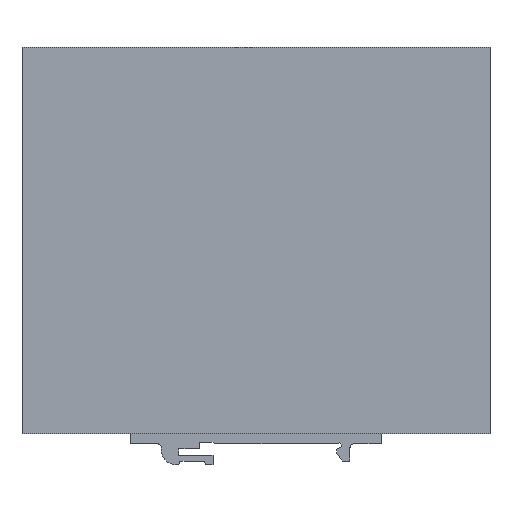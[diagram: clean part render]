
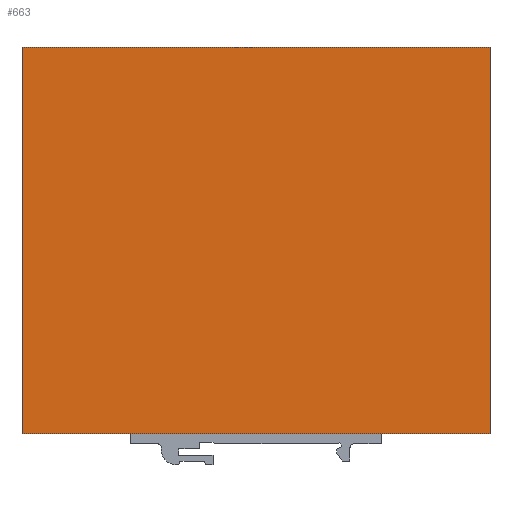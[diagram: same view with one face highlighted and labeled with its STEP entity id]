
A CAD part, left-side view. The second image highlights one B-rep face of the part: STEP entity #663.
In plain terms, the highlighted planar face has unit normal (-1, 0, 0).
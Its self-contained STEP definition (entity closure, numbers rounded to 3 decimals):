
#31 = DIRECTION ( 'NONE',  ( 0., 1., 0. ) ) ;
#85 = VECTOR ( 'NONE', #1168, 1000. ) ;
#90 = EDGE_CURVE ( 'NONE', #846, #1057, #577, .T. ) ;
#123 = DIRECTION ( 'NONE',  ( 0., 0., 1. ) ) ;
#159 = DIRECTION ( 'NONE',  ( 0., 0., -1. ) ) ;
#171 = ORIENTED_EDGE ( 'NONE', *, *, #402, .F. ) ;
#174 = ORIENTED_EDGE ( 'NONE', *, *, #676, .F. ) ;
#179 = CARTESIAN_POINT ( 'NONE',  ( -25., -61.5, 50.795 ) ) ;
#195 = CARTESIAN_POINT ( 'NONE',  ( -25., -61.5, 50.795 ) ) ;
#204 = LINE ( 'NONE', #421, #1024 ) ;
#310 = DIRECTION ( 'NONE',  ( 0., 0., 1. ) ) ;
#318 = VECTOR ( 'NONE', #159, 1000. ) ;
#336 = VERTEX_POINT ( 'NONE', #958 ) ;
#402 = EDGE_CURVE ( 'NONE', #1057, #550, #755, .T. ) ;
#421 = CARTESIAN_POINT ( 'NONE',  ( -25., -61.5, -50.795 ) ) ;
#488 = LINE ( 'NONE', #1107, #594 ) ;
#515 = ORIENTED_EDGE ( 'NONE', *, *, #90, .F. ) ;
#550 = VERTEX_POINT ( 'NONE', #910 ) ;
#577 = LINE ( 'NONE', #195, #85 ) ;
#594 = VECTOR ( 'NONE', #123, 1000. ) ;
#635 = AXIS2_PLACEMENT_3D ( 'NONE', #667, #665, #310 ) ;
#663 = ADVANCED_FACE ( 'NONE', ( #1169 ), #1087, .T. ) ;
#665 = DIRECTION ( 'NONE',  ( -1., 0., 0. ) ) ;
#667 = CARTESIAN_POINT ( 'NONE',  ( -25., 0., 0. ) ) ;
#676 = EDGE_CURVE ( 'NONE', #336, #846, #488, .T. ) ;
#681 = EDGE_LOOP ( 'NONE', ( #985, #171, #515, #174 ) ) ;
#693 = CARTESIAN_POINT ( 'NONE',  ( -25., -61.5, 50.795 ) ) ;
#755 = LINE ( 'NONE', #693, #318 ) ;
#832 = EDGE_CURVE ( 'NONE', #550, #336, #204, .T. ) ;
#846 = VERTEX_POINT ( 'NONE', #867 ) ;
#867 = CARTESIAN_POINT ( 'NONE',  ( -25., 61.5, 50.795 ) ) ;
#910 = CARTESIAN_POINT ( 'NONE',  ( -25., -61.5, -50.795 ) ) ;
#958 = CARTESIAN_POINT ( 'NONE',  ( -25., 61.5, -50.795 ) ) ;
#985 = ORIENTED_EDGE ( 'NONE', *, *, #832, .F. ) ;
#1024 = VECTOR ( 'NONE', #31, 1000. ) ;
#1057 = VERTEX_POINT ( 'NONE', #179 ) ;
#1087 = PLANE ( 'NONE',  #635 ) ;
#1107 = CARTESIAN_POINT ( 'NONE',  ( -25., 61.5, 50.795 ) ) ;
#1168 = DIRECTION ( 'NONE',  ( 0., -1., 0. ) ) ;
#1169 = FACE_OUTER_BOUND ( 'NONE', #681, .T. ) ;
